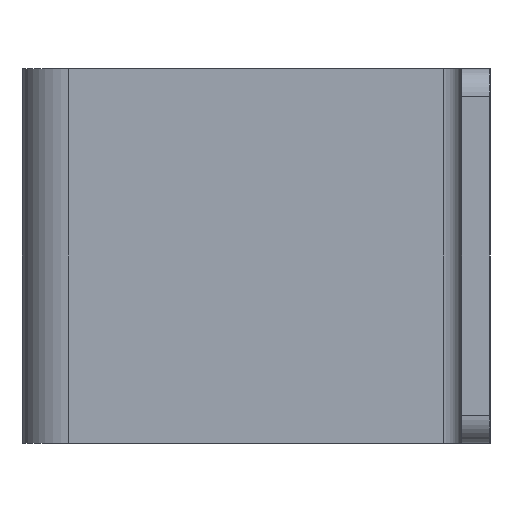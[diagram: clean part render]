
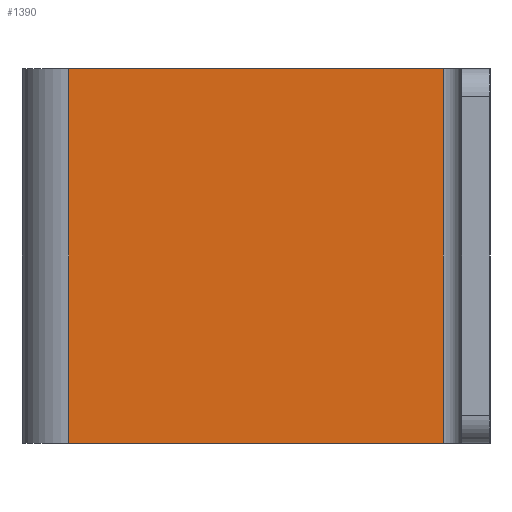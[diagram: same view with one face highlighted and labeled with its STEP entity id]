
A CAD part, left-side view. The second image highlights one B-rep face of the part: STEP entity #1390.
In plain terms, the highlighted planar face has unit normal (-1, 0, 0).
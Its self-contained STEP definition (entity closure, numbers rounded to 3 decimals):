
#282=DIRECTION('',(0.,0.,-1.));
#283=VECTOR('',#282,40.);
#284=CARTESIAN_POINT('',(85.,-25.,40.));
#285=LINE('',#284,#283);
#286=DIRECTION('',(0.,-1.,0.));
#287=VECTOR('',#286,40.);
#288=CARTESIAN_POINT('',(85.,15.,0.));
#289=LINE('',#288,#287);
#290=DIRECTION('',(0.,1.,0.));
#291=VECTOR('',#290,40.);
#292=CARTESIAN_POINT('',(85.,-25.,40.));
#293=LINE('',#292,#291);
#294=DIRECTION('',(0.,0.,1.));
#295=VECTOR('',#294,40.);
#296=CARTESIAN_POINT('',(85.,15.,0.));
#297=LINE('',#296,#295);
#760=CARTESIAN_POINT('',(85.,15.,0.));
#761=CARTESIAN_POINT('',(85.,-25.,0.));
#762=VERTEX_POINT('',#760);
#763=VERTEX_POINT('',#761);
#810=CARTESIAN_POINT('',(85.,-25.,40.));
#812=VERTEX_POINT('',#810);
#814=CARTESIAN_POINT('',(85.,15.,40.));
#815=VERTEX_POINT('',#814);
#1378=CARTESIAN_POINT('',(85.,-30.,0.));
#1379=DIRECTION('',(1.,0.,0.));
#1380=DIRECTION('',(0.,0.,1.));
#1381=AXIS2_PLACEMENT_3D('',#1378,#1379,#1380);
#1382=PLANE('',#1381);
#1383=ORIENTED_EDGE('',*,*,#1372,.T.);
#1384=ORIENTED_EDGE('',*,*,#973,.F.);
#1386=ORIENTED_EDGE('',*,*,#1385,.T.);
#1387=ORIENTED_EDGE('',*,*,#1160,.F.);
#1388=EDGE_LOOP('',(#1383,#1384,#1386,#1387));
#1389=FACE_OUTER_BOUND('',#1388,.F.);
#1390=ADVANCED_FACE('',(#1389),#1382,.F.);
#973=EDGE_CURVE('',#762,#763,#289,.T.);
#1160=EDGE_CURVE('',#812,#815,#293,.T.);
#1372=EDGE_CURVE('',#812,#763,#285,.T.);
#1385=EDGE_CURVE('',#762,#815,#297,.T.);
